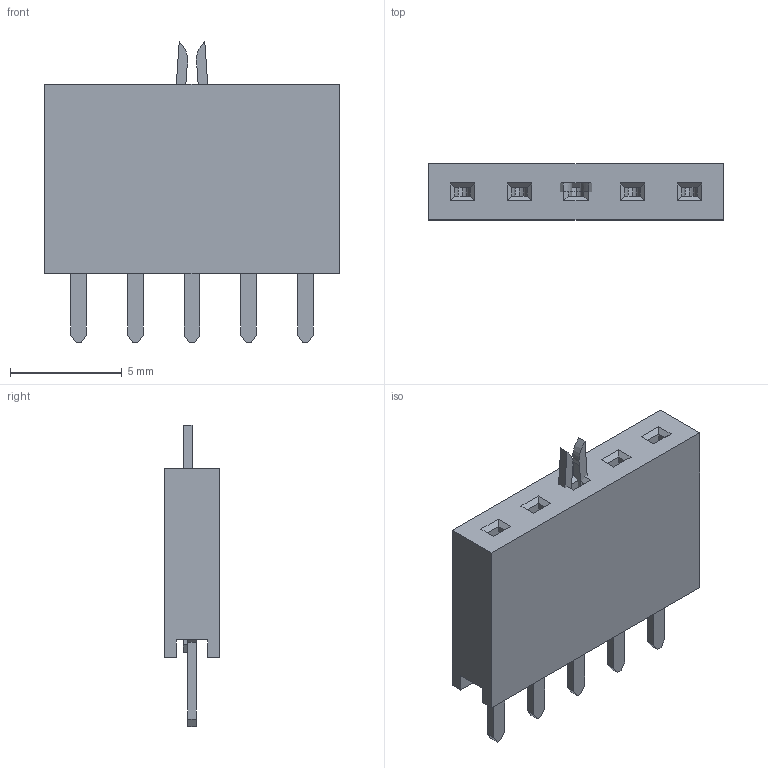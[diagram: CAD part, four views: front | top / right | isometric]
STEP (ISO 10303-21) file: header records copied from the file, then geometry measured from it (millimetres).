
FILE_DESCRIPTION( ( 'Unknown' ), '1' );
FILE_NAME( '61300511821.stp', 'Unknown', ( 'Unknown' ), ( 'Unknown' ), 'PSStep 14.0', 'Unknown', ' ' );
FILE_SCHEMA( ( 'AUTOMOTIVE_DESIGN { 1 0 10303 214 1 1 1 1 }' ) );
Length unit declared in the file: millimetre
Products named in the file (3): Assem1; 6130xx11821_PIN; 61300511821
Bounding box: 13.2 x 2.5 x 13.53 mm (x, y, z)
Surface area: 1244 mm2
Topology: 8 solids, 8 shells, 290 faces, 782 edges, 508 vertices
Faces by surface type: plane 266, cylinder 12, extrusion 12
Entity records: 3739 total; most frequent: CARTESIAN_POINT 547, ORIENTED_EDGE 506, DIRECTION 455, EDGE_CURVE 253, VECTOR 247, LINE 245, VERTEX_POINT 162, EDGE_LOOP 105
